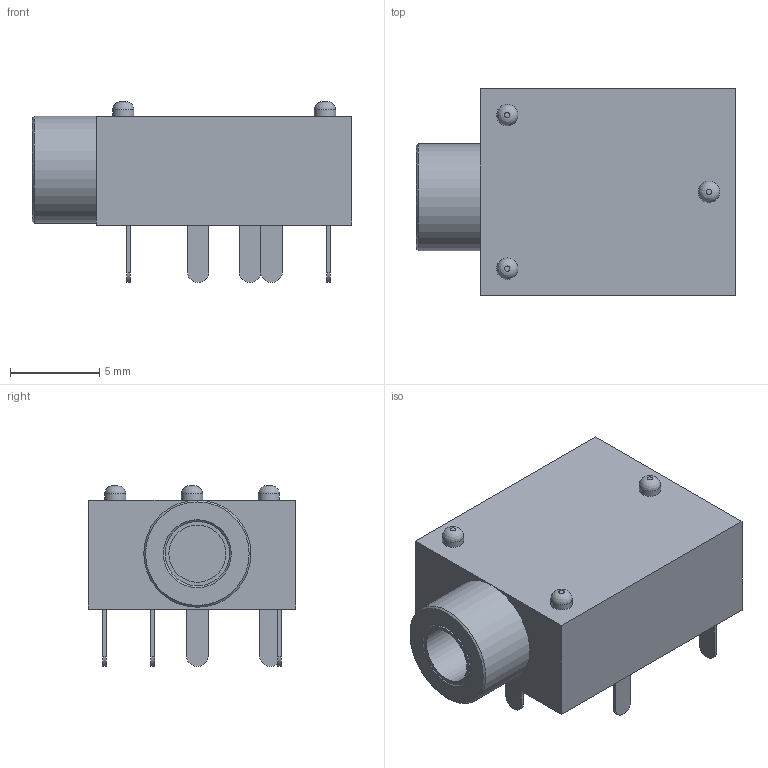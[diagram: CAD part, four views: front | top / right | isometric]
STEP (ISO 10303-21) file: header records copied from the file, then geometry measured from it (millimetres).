
FILE_DESCRIPTION(/* description */ ('model of Jack_3.5mm_Ledino_KB3SPRS_Horizontal'),/* implementation_level */ '2;1');
FILE_NAME(/* name */ 'Jack_3.5mm_Ledino_KB3SPRS_Horizontal.step',/* time_stamp */ '2018-12-31T14:04:41',/* author */ ('kicad StepUp','ksu'),/* organization */ ('FreeCAD'),/* preprocessor_version */ 'OCC',/* originating_system */ 'kicad StepUp',/* authorisation */ '');
FILE_SCHEMA(('AUTOMOTIVE_DESIGN { 1 0 10303 214 1 1 1 1 }'));
Length unit declared in the file: millimetre
Products named in the file (1): Jack_3_5mm_Ledino
Bounding box: 17.9 x 11.6 x 10.1 mm (x, y, z)
Volume: 1004.5 mm3; surface area: 909.5 mm2
Topology: 1 solids, 1 shells, 59 faces, 136 edges, 88 vertices
Faces by surface type: plane 37, cylinder 17, revolution 3, cone 2
Full cylindrical faces by diameter (mm): 1.2 x3, 3.2 x2, 3.6 x1, 6 x1
Entity records: 2104 total; most frequent: CARTESIAN_POINT 302, DIRECTION 293, ORIENTED_EDGE 268, EDGE_CURVE 134, AXIS2_PLACEMENT_3D 99, LINE 92, VECTOR 92, VERTEX_POINT 87
